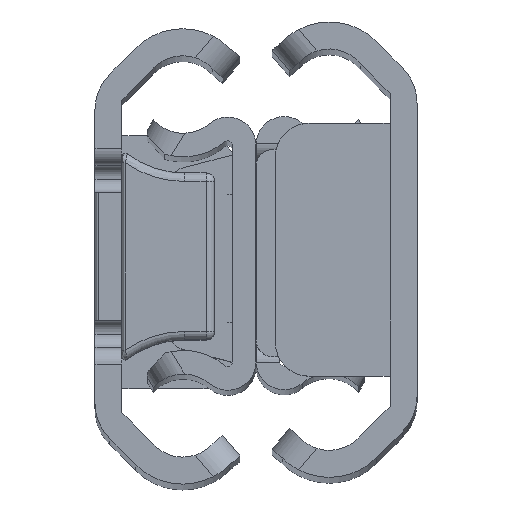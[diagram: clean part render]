
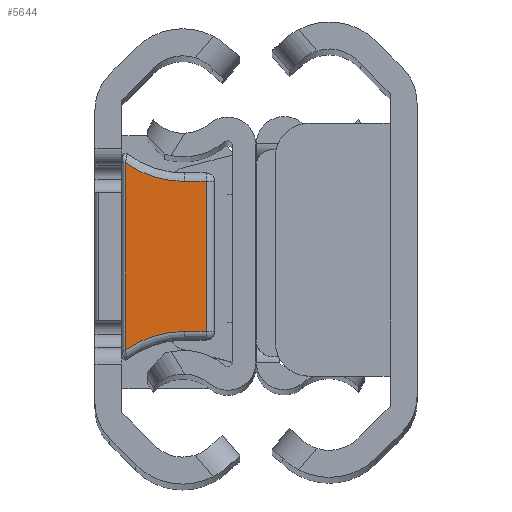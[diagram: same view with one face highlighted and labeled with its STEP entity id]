
A CAD part, top view. The second image highlights one B-rep face of the part: STEP entity #5644.
In plain terms, the highlighted planar face has unit normal (0, 0, 1).
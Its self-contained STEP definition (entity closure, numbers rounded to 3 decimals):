
#1 = VERTEX_POINT ( 'NONE', #368 ) ;
#11 = CARTESIAN_POINT ( 'NONE',  ( -4.45, 5., 0. ) ) ;
#274 = ORIENTED_EDGE ( 'NONE', *, *, #3363, .T. ) ;
#368 = CARTESIAN_POINT ( 'NONE',  ( 4.45, 3.7, 0. ) ) ;
#435 = ORIENTED_EDGE ( 'NONE', *, *, #1579, .T. ) ;
#676 = DIRECTION ( 'NONE',  ( 1., 0., 0. ) ) ;
#684 = LINE ( 'NONE', #2393, #4807 ) ;
#1049 = LINE ( 'NONE', #2212, #4060 ) ;
#1118 = CARTESIAN_POINT ( 'NONE',  ( 10.539, 3.7, 0. ) ) ;
#1249 = EDGE_LOOP ( 'NONE', ( #435, #1773, #3134, #3701, #274, #7034 ) ) ;
#1306 = CARTESIAN_POINT ( 'NONE',  ( -5.556, 0.2, 0. ) ) ;
#1377 = EDGE_CURVE ( 'NONE', #7001, #1, #6962, .T. ) ;
#1579 = EDGE_CURVE ( 'NONE', #6224, #2434, #1914, .T. ) ;
#1773 = ORIENTED_EDGE ( 'NONE', *, *, #4278, .T. ) ;
#1830 = CARTESIAN_POINT ( 'NONE',  ( 4.45, 5., 0. ) ) ;
#1914 = CIRCLE ( 'NONE', #5926, 6.089 ) ;
#2212 = CARTESIAN_POINT ( 'NONE',  ( 4.45, 3.7, 0. ) ) ;
#2393 = CARTESIAN_POINT ( 'NONE',  ( -4.45, 3.7, 0. ) ) ;
#2434 = VERTEX_POINT ( 'NONE', #1306 ) ;
#2822 = DIRECTION ( 'NONE',  ( 1., 0., 0. ) ) ;
#2918 = CARTESIAN_POINT ( 'NONE',  ( 10.539, 0.2, 0. ) ) ;
#2940 = LINE ( 'NONE', #4567, #4203 ) ;
#3079 = DIRECTION ( 'NONE',  ( 1., 0., 0. ) ) ;
#3112 = FACE_OUTER_BOUND ( 'NONE', #1249, .T. ) ;
#3134 = ORIENTED_EDGE ( 'NONE', *, *, #1377, .T. ) ;
#3303 = VECTOR ( 'NONE', #2822, 1000. ) ;
#3363 = EDGE_CURVE ( 'NONE', #6809, #3661, #2940, .T. ) ;
#3395 = AXIS2_PLACEMENT_3D ( 'NONE', #1118, #6525, #6045 ) ;
#3661 = VERTEX_POINT ( 'NONE', #11 ) ;
#3692 = CARTESIAN_POINT ( 'NONE',  ( 10.539, 3.7, 0. ) ) ;
#3701 = ORIENTED_EDGE ( 'NONE', *, *, #5755, .T. ) ;
#3818 = CARTESIAN_POINT ( 'NONE',  ( -4.45, 3.7, 0. ) ) ;
#4060 = VECTOR ( 'NONE', #4943, 1000. ) ;
#4203 = VECTOR ( 'NONE', #4604, 1000. ) ;
#4237 = EDGE_CURVE ( 'NONE', #3661, #6224, #684, .T. ) ;
#4278 = EDGE_CURVE ( 'NONE', #2434, #7001, #6743, .T. ) ;
#4567 = CARTESIAN_POINT ( 'NONE',  ( 10.539, 5., 0. ) ) ;
#4604 = DIRECTION ( 'NONE',  ( -1., 0., 0. ) ) ;
#4806 = PLANE ( 'NONE',  #5769 ) ;
#4807 = VECTOR ( 'NONE', #5594, 1000. ) ;
#4907 = CARTESIAN_POINT ( 'NONE',  ( 5.556, 0.2, 0. ) ) ;
#4943 = DIRECTION ( 'NONE',  ( 0., 1., 0. ) ) ;
#5594 = DIRECTION ( 'NONE',  ( 0., -1., 0. ) ) ;
#5644 = ADVANCED_FACE ( 'NONE', ( #3112 ), #4806, .T. ) ;
#5646 = DIRECTION ( 'NONE',  ( 0., 0., -1. ) ) ;
#5755 = EDGE_CURVE ( 'NONE', #1, #6809, #1049, .T. ) ;
#5769 = AXIS2_PLACEMENT_3D ( 'NONE', #3692, #5770, #3079 ) ;
#5770 = DIRECTION ( 'NONE',  ( 0., 0., 1. ) ) ;
#5926 = AXIS2_PLACEMENT_3D ( 'NONE', #6801, #5646, #676 ) ;
#6045 = DIRECTION ( 'NONE',  ( 1., 0., 0. ) ) ;
#6224 = VERTEX_POINT ( 'NONE', #3818 ) ;
#6525 = DIRECTION ( 'NONE',  ( 0., 0., -1. ) ) ;
#6743 = LINE ( 'NONE', #2918, #3303 ) ;
#6801 = CARTESIAN_POINT ( 'NONE',  ( -10.539, 3.7, 0. ) ) ;
#6809 = VERTEX_POINT ( 'NONE', #1830 ) ;
#6962 = CIRCLE ( 'NONE', #3395, 6.089 ) ;
#7001 = VERTEX_POINT ( 'NONE', #4907 ) ;
#7034 = ORIENTED_EDGE ( 'NONE', *, *, #4237, .T. ) ;
